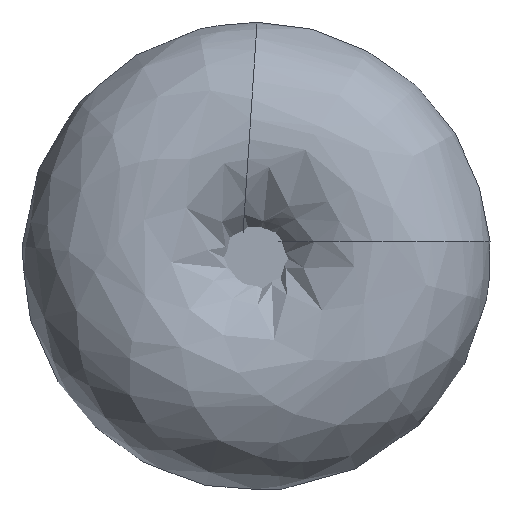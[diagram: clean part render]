
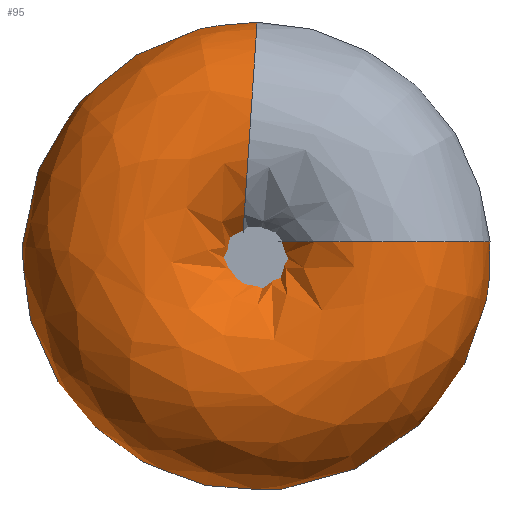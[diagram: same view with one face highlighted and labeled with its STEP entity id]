
A CAD part, left-side view. The second image highlights one B-rep face of the part: STEP entity #95.
In plain terms, the highlighted free-form (B-spline) face has degree [3, 3] with [7, 7] control points.
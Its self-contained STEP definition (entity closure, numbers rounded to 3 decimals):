
#32=(
BOUNDED_SURFACE()
B_SPLINE_SURFACE(3,3,((#530,#531,#532,#533,#534,#535,#536),(#537,#538,#539,
#540,#541,#542,#543),(#544,#545,#546,#547,#548,#549,#550),(#551,#552,#553,
#554,#555,#556,#557),(#558,#559,#560,#561,#562,#563,#564),(#565,#566,#567,
#568,#569,#570,#571),(#572,#573,#574,#575,#576,#577,#578)),
 .UNSPECIFIED.,.T.,.F.,.F.)
B_SPLINE_SURFACE_WITH_KNOTS((1,3,3,3,1),(4,3,4),(-0.5,0.,0.5,1.,1.5),(0.,
0.5,1.),.UNSPECIFIED.)
GEOMETRIC_REPRESENTATION_ITEM()
RATIONAL_B_SPLINE_SURFACE(((1.,0.578,0.578,1.,0.578,
0.578,1.),(0.333,0.193,0.193,
0.333,0.193,0.193,0.333),
(0.333,0.193,0.193,0.333,
0.193,0.193,0.333),(1.,0.578,
0.578,1.,0.578,0.578,1.),(0.333,
0.193,0.193,0.333,0.193,
0.193,0.333),(0.333,0.193,
0.193,0.333,0.193,0.193,
0.333),(1.,0.578,0.578,1.,0.578,
0.578,1.)))
REPRESENTATION_ITEM('')
SURFACE()
);
#95=ADVANCED_FACE('',(#136,#137),#32,.F.);
#136=FACE_BOUND('',#178,.T.);
#137=FACE_BOUND('',#179,.T.);
#178=EDGE_LOOP('',(#220));
#179=EDGE_LOOP('',(#221));
#220=ORIENTED_EDGE('',*,*,#264,.T.);
#221=ORIENTED_EDGE('',*,*,#265,.T.);
#243=VERTEX_POINT('',#527);
#244=VERTEX_POINT('',#529);
#264=EDGE_CURVE('',#243,#243,#285,.T.);
#265=EDGE_CURVE('',#244,#244,#286,.T.);
#285=CIRCLE('',#326,4.);
#286=CIRCLE('',#327,4.);
#326=AXIS2_PLACEMENT_3D('',#526,#407,#408);
#327=AXIS2_PLACEMENT_3D('',#528,#409,#410);
#407=DIRECTION('',(0.,0.998,0.067));
#408=DIRECTION('',(1.,0.,0.));
#409=DIRECTION('',(0.,0.,-1.));
#410=DIRECTION('',(1.,0.,0.));
#526=CARTESIAN_POINT('',(4.,0.233,4.009));
#527=CARTESIAN_POINT('',(8.,0.233,4.009));
#528=CARTESIAN_POINT('',(4.,-3.984,0.5));
#529=CARTESIAN_POINT('',(8.,-3.984,0.5));
#530=CARTESIAN_POINT('',(8.,-3.984,0.5));
#531=CARTESIAN_POINT('',(8.,-4.521,-3.773));
#532=CARTESIAN_POINT('',(8.,-0.743,-5.841));
#533=CARTESIAN_POINT('',(8.,2.568,-3.087));
#534=CARTESIAN_POINT('',(8.,5.879,-0.332));
#535=CARTESIAN_POINT('',(8.,4.533,3.759));
#536=CARTESIAN_POINT('',(8.,0.233,4.009));
#537=CARTESIAN_POINT('',(8.,4.016,0.5));
#538=CARTESIAN_POINT('',(8.,3.479,4.807));
#539=CARTESIAN_POINT('',(8.,-0.724,5.89));
#540=CARTESIAN_POINT('',(8.,-3.274,2.378));
#541=CARTESIAN_POINT('',(8.,-5.825,-1.134));
#542=CARTESIAN_POINT('',(8.,-3.495,-4.796));
#543=CARTESIAN_POINT('',(8.,0.767,-3.973));
#544=CARTESIAN_POINT('',(0.,4.016,0.5));
#545=CARTESIAN_POINT('',(0.,3.479,4.807));
#546=CARTESIAN_POINT('',(0.,-0.724,5.89));
#547=CARTESIAN_POINT('',(0.,-3.274,2.378));
#548=CARTESIAN_POINT('',(0.,-5.825,-1.134));
#549=CARTESIAN_POINT('',(0.,-3.495,-4.796));
#550=CARTESIAN_POINT('',(0.,0.767,-3.973));
#551=CARTESIAN_POINT('',(0.,-3.984,0.5));
#552=CARTESIAN_POINT('',(0.,-4.521,-3.773));
#553=CARTESIAN_POINT('',(0.,-0.743,-5.841));
#554=CARTESIAN_POINT('',(0.,2.568,-3.087));
#555=CARTESIAN_POINT('',(0.,5.879,-0.332));
#556=CARTESIAN_POINT('',(0.,4.533,3.759));
#557=CARTESIAN_POINT('',(0.,0.233,4.009));
#558=CARTESIAN_POINT('',(0.,-11.984,0.5));
#559=CARTESIAN_POINT('',(0.,-12.521,-12.354));
#560=CARTESIAN_POINT('',(0.,-0.762,-17.573));
#561=CARTESIAN_POINT('',(0.,8.411,-8.552));
#562=CARTESIAN_POINT('',(0.,17.583,0.469));
#563=CARTESIAN_POINT('',(0.,12.561,12.313));
#564=CARTESIAN_POINT('',(0.,-0.3,11.991));
#565=CARTESIAN_POINT('',(8.,-11.984,0.5));
#566=CARTESIAN_POINT('',(8.,-12.521,-12.354));
#567=CARTESIAN_POINT('',(8.,-0.762,-17.573));
#568=CARTESIAN_POINT('',(8.,8.411,-8.552));
#569=CARTESIAN_POINT('',(8.,17.583,0.469));
#570=CARTESIAN_POINT('',(8.,12.561,12.313));
#571=CARTESIAN_POINT('',(8.,-0.3,11.991));
#572=CARTESIAN_POINT('',(8.,-3.984,0.5));
#573=CARTESIAN_POINT('',(8.,-4.521,-3.773));
#574=CARTESIAN_POINT('',(8.,-0.743,-5.841));
#575=CARTESIAN_POINT('',(8.,2.568,-3.087));
#576=CARTESIAN_POINT('',(8.,5.879,-0.332));
#577=CARTESIAN_POINT('',(8.,4.533,3.759));
#578=CARTESIAN_POINT('',(8.,0.233,4.009));
